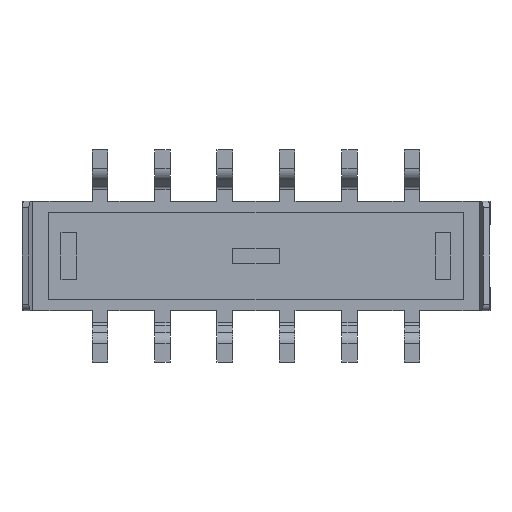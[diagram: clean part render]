
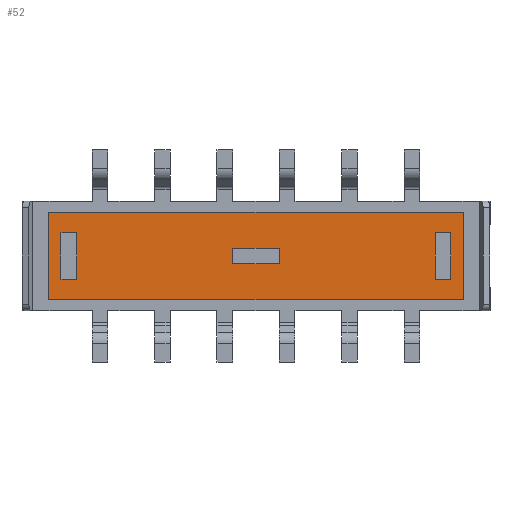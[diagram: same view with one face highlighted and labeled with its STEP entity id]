
A CAD part, front view. The second image highlights one B-rep face of the part: STEP entity #52.
In plain terms, the highlighted planar face has unit normal (0, -1, 0).
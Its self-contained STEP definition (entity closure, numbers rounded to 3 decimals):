
#52=ADVANCED_FACE('',(#354,#355,#356,#357),#358,.T.);
#354=FACE_OUTER_BOUND('',#949,.T.);
#355=FACE_BOUND('',#950,.T.);
#356=FACE_BOUND('',#951,.T.);
#357=FACE_BOUND('',#952,.T.);
#358=PLANE('',#953);
#949=EDGE_LOOP('',(#1663,#1664,#1665,#1666));
#950=EDGE_LOOP('',(#1667,#1668,#1669,#1670));
#951=EDGE_LOOP('',(#1671,#1672,#1673,#1674));
#952=EDGE_LOOP('',(#1675,#1676,#1677,#1678));
#953=AXIS2_PLACEMENT_3D('',#1679,#1680,#1681);
#1663=ORIENTED_EDGE('',*,*,#4219,.T.);
#1664=ORIENTED_EDGE('',*,*,#4220,.F.);
#1665=ORIENTED_EDGE('',*,*,#4221,.F.);
#1666=ORIENTED_EDGE('',*,*,#4218,.T.);
#1667=ORIENTED_EDGE('',*,*,#4222,.T.);
#1668=ORIENTED_EDGE('',*,*,#4223,.T.);
#1669=ORIENTED_EDGE('',*,*,#4224,.T.);
#1670=ORIENTED_EDGE('',*,*,#4225,.T.);
#1671=ORIENTED_EDGE('',*,*,#4226,.T.);
#1672=ORIENTED_EDGE('',*,*,#4227,.T.);
#1673=ORIENTED_EDGE('',*,*,#4228,.T.);
#1674=ORIENTED_EDGE('',*,*,#4229,.T.);
#1675=ORIENTED_EDGE('',*,*,#4230,.T.);
#1676=ORIENTED_EDGE('',*,*,#4231,.T.);
#1677=ORIENTED_EDGE('',*,*,#4232,.T.);
#1678=ORIENTED_EDGE('',*,*,#4233,.T.);
#1679=CARTESIAN_POINT('',(0.0,-0.05,-1.4));
#1680=DIRECTION('',(0.0,-1.0,0.0));
#1681=DIRECTION('',(0.0,0.0,-1.0));
#4218=EDGE_CURVE('',#5160,#5162,#5164,.T.);
#4219=EDGE_CURVE('',#5162,#5165,#5166,.T.);
#4220=EDGE_CURVE('',#5167,#5165,#5168,.T.);
#4221=EDGE_CURVE('',#5160,#5167,#5169,.T.);
#4222=EDGE_CURVE('',#5170,#5171,#5172,.T.);
#4223=EDGE_CURVE('',#5171,#5173,#5174,.T.);
#4224=EDGE_CURVE('',#5173,#5175,#5176,.T.);
#4225=EDGE_CURVE('',#5175,#5170,#5177,.T.);
#4226=EDGE_CURVE('',#5178,#5179,#5180,.T.);
#4227=EDGE_CURVE('',#5179,#5181,#5182,.T.);
#4228=EDGE_CURVE('',#5181,#5183,#5184,.T.);
#4229=EDGE_CURVE('',#5183,#5178,#5185,.T.);
#4230=EDGE_CURVE('',#5186,#5187,#5188,.T.);
#4231=EDGE_CURVE('',#5187,#5189,#5190,.T.);
#4232=EDGE_CURVE('',#5189,#5191,#5192,.T.);
#4233=EDGE_CURVE('',#5191,#5186,#5193,.T.);
#5160=VERTEX_POINT('',#6670);
#5162=VERTEX_POINT('',#6673);
#5164=LINE('',#6676,#6677);
#5165=VERTEX_POINT('',#6678);
#5166=LINE('',#6679,#6680);
#5167=VERTEX_POINT('',#6681);
#5168=LINE('',#6682,#6683);
#5169=LINE('',#6684,#6685);
#5170=VERTEX_POINT('',#6686);
#5171=VERTEX_POINT('',#6687);
#5172=LINE('',#6688,#6689);
#5173=VERTEX_POINT('',#6690);
#5174=LINE('',#6691,#6692);
#5175=VERTEX_POINT('',#6693);
#5176=LINE('',#6694,#6695);
#5177=LINE('',#6696,#6697);
#5178=VERTEX_POINT('',#6698);
#5179=VERTEX_POINT('',#6699);
#5180=LINE('',#6700,#6701);
#5181=VERTEX_POINT('',#6702);
#5182=LINE('',#6703,#6704);
#5183=VERTEX_POINT('',#6705);
#5184=LINE('',#6706,#6707);
#5185=LINE('',#6708,#6709);
#5186=VERTEX_POINT('',#6710);
#5187=VERTEX_POINT('',#6711);
#5188=LINE('',#6712,#6713);
#5189=VERTEX_POINT('',#6714);
#5190=LINE('',#6715,#6716);
#5191=VERTEX_POINT('',#6717);
#5192=LINE('',#6718,#6719);
#5193=LINE('',#6720,#6721);
#6670=CARTESIAN_POINT('',(-6.65,-0.05,-1.4));
#6673=CARTESIAN_POINT('',(6.65,-0.05,-1.4));
#6676=CARTESIAN_POINT('',(-6.65,-0.05,-1.4));
#6677=VECTOR('',#8650,13.3);
#6678=CARTESIAN_POINT('',(6.65,-0.05,1.4));
#6679=CARTESIAN_POINT('',(6.65,-0.05,-1.4));
#6680=VECTOR('',#8651,2.8);
#6681=CARTESIAN_POINT('',(-6.65,-0.05,1.4));
#6682=CARTESIAN_POINT('',(-6.65,-0.05,1.4));
#6683=VECTOR('',#8652,13.3);
#6684=CARTESIAN_POINT('',(-6.65,-0.05,-1.4));
#6685=VECTOR('',#8653,2.8);
#6686=CARTESIAN_POINT('',(6.25,-0.05,-0.75));
#6687=CARTESIAN_POINT('',(5.75,-0.05,-0.75));
#6688=CARTESIAN_POINT('',(6.25,-0.05,-0.75));
#6689=VECTOR('',#8654,0.5);
#6690=CARTESIAN_POINT('',(5.75,-0.05,0.75));
#6691=CARTESIAN_POINT('',(5.75,-0.05,-0.75));
#6692=VECTOR('',#8655,1.5);
#6693=CARTESIAN_POINT('',(6.25,-0.05,0.75));
#6694=CARTESIAN_POINT('',(5.75,-0.05,0.75));
#6695=VECTOR('',#8656,0.5);
#6696=CARTESIAN_POINT('',(6.25,-0.05,0.75));
#6697=VECTOR('',#8657,1.5);
#6698=CARTESIAN_POINT('',(0.75,-0.05,0.25));
#6699=CARTESIAN_POINT('',(0.75,-0.05,-0.25));
#6700=CARTESIAN_POINT('',(0.75,-0.05,0.25));
#6701=VECTOR('',#8658,0.5);
#6702=CARTESIAN_POINT('',(-0.75,-0.05,-0.25));
#6703=CARTESIAN_POINT('',(0.75,-0.05,-0.25));
#6704=VECTOR('',#8659,1.5);
#6705=CARTESIAN_POINT('',(-0.75,-0.05,0.25));
#6706=CARTESIAN_POINT('',(-0.75,-0.05,-0.25));
#6707=VECTOR('',#8660,0.5);
#6708=CARTESIAN_POINT('',(-0.75,-0.05,0.25));
#6709=VECTOR('',#8661,1.5);
#6710=CARTESIAN_POINT('',(-5.75,-0.05,0.75));
#6711=CARTESIAN_POINT('',(-5.75,-0.05,-0.75));
#6712=CARTESIAN_POINT('',(-5.75,-0.05,0.75));
#6713=VECTOR('',#8662,1.5);
#6714=CARTESIAN_POINT('',(-6.25,-0.05,-0.75));
#6715=CARTESIAN_POINT('',(-5.75,-0.05,-0.75));
#6716=VECTOR('',#8663,0.5);
#6717=CARTESIAN_POINT('',(-6.25,-0.05,0.75));
#6718=CARTESIAN_POINT('',(-6.25,-0.05,-0.75));
#6719=VECTOR('',#8664,1.5);
#6720=CARTESIAN_POINT('',(-6.25,-0.05,0.75));
#6721=VECTOR('',#8665,0.5);
#8650=DIRECTION('',(1.0,0.0,0.0));
#8651=DIRECTION('',(0.0,0.0,1.0));
#8652=DIRECTION('',(1.0,0.0,0.0));
#8653=DIRECTION('',(0.0,0.0,1.0));
#8654=DIRECTION('',(-1.0,0.0,0.0));
#8655=DIRECTION('',(0.0,0.0,1.0));
#8656=DIRECTION('',(1.0,0.0,0.0));
#8657=DIRECTION('',(0.0,0.0,-1.0));
#8658=DIRECTION('',(0.0,0.0,-1.0));
#8659=DIRECTION('',(-1.0,0.0,0.0));
#8660=DIRECTION('',(0.0,0.0,1.0));
#8661=DIRECTION('',(1.0,0.0,0.0));
#8662=DIRECTION('',(0.0,0.0,-1.0));
#8663=DIRECTION('',(-1.0,0.0,0.0));
#8664=DIRECTION('',(0.0,0.0,1.0));
#8665=DIRECTION('',(1.0,0.0,0.0));
